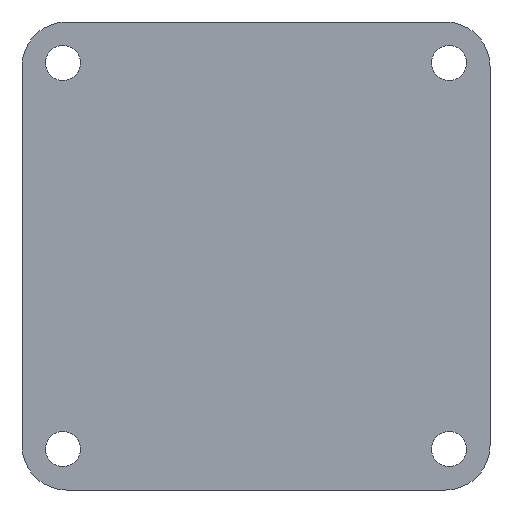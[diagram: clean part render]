
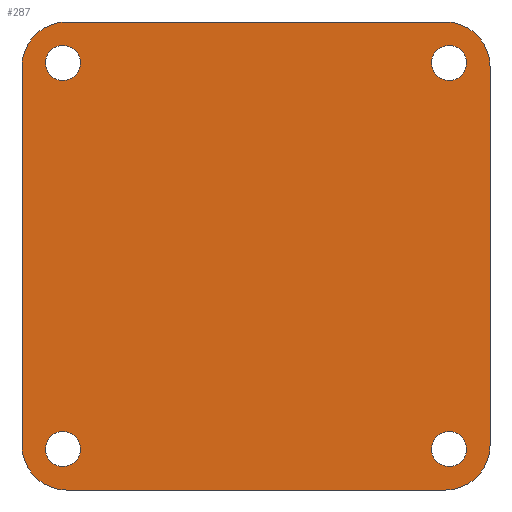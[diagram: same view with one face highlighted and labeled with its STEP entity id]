
A CAD part, left-side view. The second image highlights one B-rep face of the part: STEP entity #287.
In plain terms, the highlighted planar face has unit normal (-1, 0, 0).
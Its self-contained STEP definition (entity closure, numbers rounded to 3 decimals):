
#20=CIRCLE('',#305,5.7);
#22=CIRCLE('',#309,5.7);
#24=CIRCLE('',#313,5.7);
#27=CIRCLE('',#318,2.25);
#29=CIRCLE('',#321,2.25);
#31=CIRCLE('',#324,2.25);
#33=CIRCLE('',#327,2.25);
#34=CIRCLE('',#329,5.7);
#100=ORIENTED_EDGE('',*,*,#144,.T.);
#101=ORIENTED_EDGE('',*,*,#142,.T.);
#102=ORIENTED_EDGE('',*,*,#140,.T.);
#103=ORIENTED_EDGE('',*,*,#138,.T.);
#104=ORIENTED_EDGE('',*,*,#115,.F.);
#105=ORIENTED_EDGE('',*,*,#145,.F.);
#106=ORIENTED_EDGE('',*,*,#134,.F.);
#107=ORIENTED_EDGE('',*,*,#131,.F.);
#108=ORIENTED_EDGE('',*,*,#128,.F.);
#109=ORIENTED_EDGE('',*,*,#125,.F.);
#110=ORIENTED_EDGE('',*,*,#122,.F.);
#111=ORIENTED_EDGE('',*,*,#119,.F.);
#115=EDGE_CURVE('',#149,#150,#175,.T.);
#119=EDGE_CURVE('',#150,#153,#20,.T.);
#122=EDGE_CURVE('',#153,#155,#180,.T.);
#125=EDGE_CURVE('',#155,#157,#22,.T.);
#128=EDGE_CURVE('',#157,#159,#184,.T.);
#131=EDGE_CURVE('',#159,#161,#24,.T.);
#134=EDGE_CURVE('',#161,#163,#188,.T.);
#138=EDGE_CURVE('',#166,#166,#27,.T.);
#140=EDGE_CURVE('',#168,#168,#29,.T.);
#142=EDGE_CURVE('',#170,#170,#31,.T.);
#144=EDGE_CURVE('',#172,#172,#33,.T.);
#145=EDGE_CURVE('',#163,#149,#34,.T.);
#149=VERTEX_POINT('',#426);
#150=VERTEX_POINT('',#427);
#153=VERTEX_POINT('',#435);
#155=VERTEX_POINT('',#441);
#157=VERTEX_POINT('',#447);
#159=VERTEX_POINT('',#453);
#161=VERTEX_POINT('',#459);
#163=VERTEX_POINT('',#465);
#166=VERTEX_POINT('',#473);
#168=VERTEX_POINT('',#478);
#170=VERTEX_POINT('',#483);
#172=VERTEX_POINT('',#488);
#175=LINE('',#425,#191);
#180=LINE('',#440,#196);
#184=LINE('',#452,#200);
#188=LINE('',#464,#204);
#191=VECTOR('',#341,1000.);
#196=VECTOR('',#354,1000.);
#200=VECTOR('',#366,1000.);
#204=VECTOR('',#378,1000.);
#229=EDGE_LOOP('',(#100));
#230=EDGE_LOOP('',(#101));
#231=EDGE_LOOP('',(#102));
#232=EDGE_LOOP('',(#103));
#233=EDGE_LOOP('',(#104,#105,#106,#107,#108,#109,#110,#111));
#259=FACE_BOUND('',#229,.T.);
#260=FACE_BOUND('',#230,.T.);
#261=FACE_BOUND('',#231,.T.);
#262=FACE_BOUND('',#232,.T.);
#263=FACE_BOUND('',#233,.T.);
#272=PLANE('',#333);
#287=ADVANCED_FACE('',(#259,#260,#261,#262,#263),#272,.F.);
#305=AXIS2_PLACEMENT_3D('',#434,#347,#348);
#309=AXIS2_PLACEMENT_3D('',#446,#359,#360);
#313=AXIS2_PLACEMENT_3D('',#458,#371,#372);
#318=AXIS2_PLACEMENT_3D('',#472,#385,#386);
#321=AXIS2_PLACEMENT_3D('',#477,#391,#392);
#324=AXIS2_PLACEMENT_3D('',#482,#397,#398);
#327=AXIS2_PLACEMENT_3D('',#487,#403,#404);
#329=AXIS2_PLACEMENT_3D('',#490,#407,#408);
#333=AXIS2_PLACEMENT_3D('',#495,#415,#416);
#341=DIRECTION('',(0.,-1.,0.));
#347=DIRECTION('',(1.,0.,0.));
#348=DIRECTION('',(0.,0.,-1.));
#354=DIRECTION('',(0.,0.,-1.));
#359=DIRECTION('',(1.,0.,0.));
#360=DIRECTION('',(0.,0.,-1.));
#366=DIRECTION('',(0.,1.,0.));
#371=DIRECTION('',(1.,0.,0.));
#372=DIRECTION('',(0.,0.,-1.));
#378=DIRECTION('',(0.,0.,1.));
#385=DIRECTION('',(1.,0.,0.));
#386=DIRECTION('',(0.,0.,-1.));
#391=DIRECTION('',(1.,0.,0.));
#392=DIRECTION('',(0.,0.,-1.));
#397=DIRECTION('',(1.,0.,0.));
#398=DIRECTION('',(0.,0.,-1.));
#403=DIRECTION('',(1.,0.,0.));
#404=DIRECTION('',(0.,0.,-1.));
#407=DIRECTION('',(1.,0.,0.));
#408=DIRECTION('',(0.,0.,-1.));
#415=DIRECTION('',(1.,0.,0.));
#416=DIRECTION('',(0.,0.,-1.));
#425=CARTESIAN_POINT('',(0.,24.3,30.));
#426=CARTESIAN_POINT('',(0.,24.3,30.));
#427=CARTESIAN_POINT('',(0.,-24.3,30.));
#434=CARTESIAN_POINT('',(0.,-24.3,24.3));
#435=CARTESIAN_POINT('',(0.,-30.,24.3));
#440=CARTESIAN_POINT('',(0.,-30.,24.3));
#441=CARTESIAN_POINT('',(0.,-30.,-24.3));
#446=CARTESIAN_POINT('',(0.,-24.3,-24.3));
#447=CARTESIAN_POINT('',(0.,-24.3,-30.));
#452=CARTESIAN_POINT('',(0.,-24.3,-30.));
#453=CARTESIAN_POINT('',(0.,24.3,-30.));
#458=CARTESIAN_POINT('',(0.,24.3,-24.3));
#459=CARTESIAN_POINT('',(0.,30.,-24.3));
#464=CARTESIAN_POINT('',(0.,30.,-24.3));
#465=CARTESIAN_POINT('',(0.,30.,24.3));
#472=CARTESIAN_POINT('',(0.,-24.749,-24.749));
#473=CARTESIAN_POINT('',(0.,-24.749,-26.999));
#477=CARTESIAN_POINT('',(0.,24.749,-24.749));
#478=CARTESIAN_POINT('',(0.,24.749,-26.999));
#482=CARTESIAN_POINT('',(0.,24.749,24.749));
#483=CARTESIAN_POINT('',(0.,24.749,22.499));
#487=CARTESIAN_POINT('',(0.,-24.749,24.749));
#488=CARTESIAN_POINT('',(0.,-24.749,22.499));
#490=CARTESIAN_POINT('',(0.,24.3,24.3));
#495=CARTESIAN_POINT('',(0.,-24.3,24.3));
